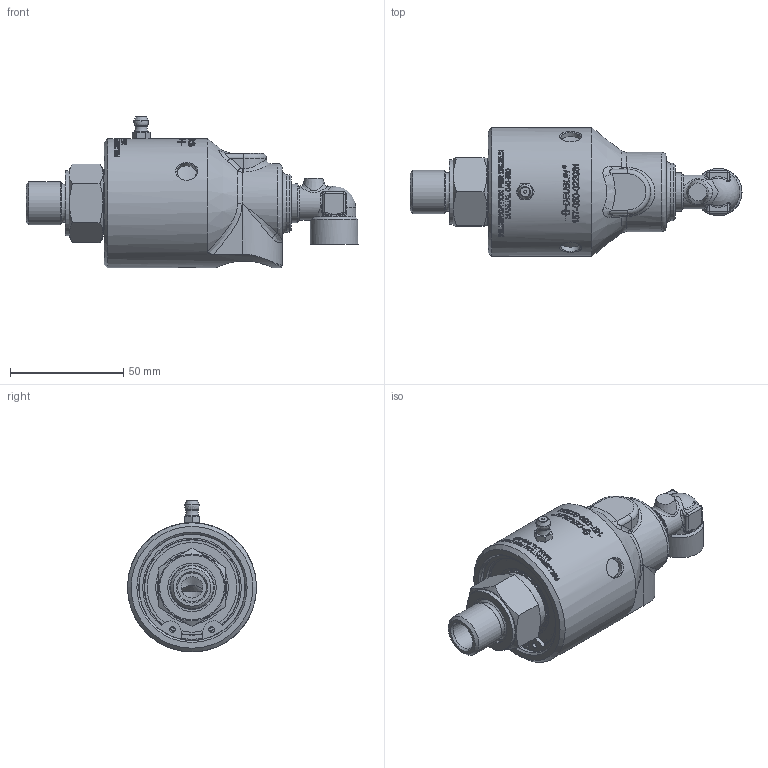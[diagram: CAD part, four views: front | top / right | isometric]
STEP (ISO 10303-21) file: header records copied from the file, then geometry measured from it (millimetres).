
FILE_DESCRIPTION(/* description */ (''),/* implementation_level */ '2;1');
FILE_NAME(/* name */ '157-050-022061-IC.stp',/* time_stamp */ '2021-03-16T10:15:18+01:00',/* author */ ('mskipas'),/* organization */ (''),/* preprocessor_version */ 'ST-DEVELOPER v18.1',/* originating_system */ 'Autodesk Inventor 2020',/* authorisation */ '');
FILE_SCHEMA (('AUTOMOTIVE_DESIGN { 1 0 10303 214 3 1 1 }'));
Products named in the file (1): 157-050-022061-IC
Bounding box: 146.61 x 57 x 66.99 mm (x, y, z)
Volume: 167243.8 mm3; surface area: 34635.1 mm2
Topology: 1 solids, 5 shells, 1090 faces, 2904 edges, 1912 vertices
Faces by surface type: bspline 492, plane 374, cylinder 165, cone 28, torus 26, sphere 5
Full cylindrical faces by diameter (mm): 2.48 x2, 3 x1, 3.12 x2, 3.2 x1, 8.6 x3, 9.53 x1, 12.7 x1, 13.889 x2, 15 x1, 17.475 x1, 19.05 x2, 21 x1, 21.4 x1, 24.4 x1, 25 x1, 25.4 x2, 27.8 x1, 28.6 x1, 32.1 x1, 39.65 x1, 41.9 x1, 42.2 x1, 47 x1, 47.07 x1, 50.75 x1, 57 x1
Entity records: 45873 total; most frequent: CARTESIAN_POINT 21252, ORIENTED_EDGE 5772, DIRECTION 3719, EDGE_CURVE 2886, VERTEX_POINT 1912, AXIS2_PLACEMENT_3D 1290, EDGE_LOOP 1210, LINE 1139
